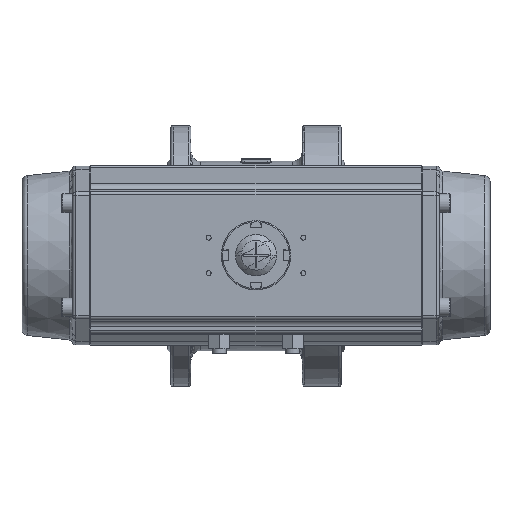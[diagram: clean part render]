
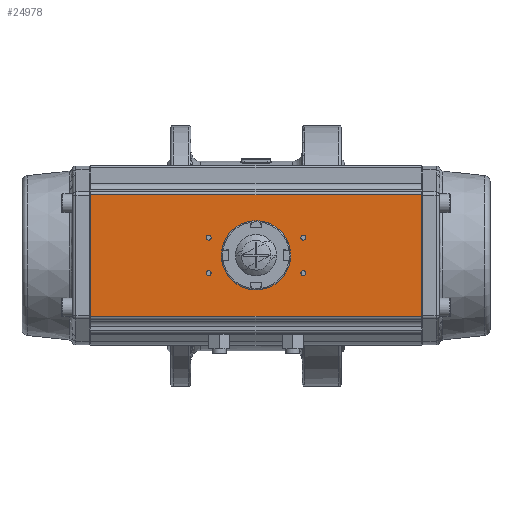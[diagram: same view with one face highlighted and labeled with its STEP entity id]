
A CAD part, top view. The second image highlights one B-rep face of the part: STEP entity #24978.
In plain terms, the highlighted planar face has unit normal (0, 0, 1).
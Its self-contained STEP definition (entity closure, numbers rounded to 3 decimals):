
#20344=CARTESIAN_POINT('',(-42.1,-15.,311.));
#20345=VERTEX_POINT('',#20344);
#20361=CARTESIAN_POINT('',(-37.9,-15.,311.));
#20362=VERTEX_POINT('',#20361);
#20369=CARTESIAN_POINT('',(-40.,-15.,311.));
#20370=DIRECTION('',(0.,-0.,1.));
#20371=DIRECTION('',(1.,-0.,-0.));
#20372=AXIS2_PLACEMENT_3D('',#20369,#20370,#20371);
#20373=CIRCLE('',#20372,2.1);
#20374=EDGE_CURVE('NONE',#20362,#20345,#20373,.T.);
#20386=CARTESIAN_POINT('',(-42.1,15.,311.));
#20387=VERTEX_POINT('',#20386);
#20403=CARTESIAN_POINT('',(-37.9,15.,311.));
#20404=VERTEX_POINT('',#20403);
#20411=CARTESIAN_POINT('',(-40.,15.,311.));
#20412=DIRECTION('',(0.,-0.,1.));
#20413=DIRECTION('',(1.,-0.,-0.));
#20414=AXIS2_PLACEMENT_3D('',#20411,#20412,#20413);
#20415=CIRCLE('',#20414,2.1);
#20416=EDGE_CURVE('NONE',#20404,#20387,#20415,.T.);
#20428=CARTESIAN_POINT('',(37.9,15.,311.));
#20429=VERTEX_POINT('',#20428);
#20445=CARTESIAN_POINT('',(42.1,15.,311.));
#20446=VERTEX_POINT('',#20445);
#20453=CARTESIAN_POINT('',(40.,15.,311.));
#20454=DIRECTION('',(0.,-0.,1.));
#20455=DIRECTION('',(1.,-0.,-0.));
#20456=AXIS2_PLACEMENT_3D('',#20453,#20454,#20455);
#20457=CIRCLE('',#20456,2.1);
#20458=EDGE_CURVE('NONE',#20446,#20429,#20457,.T.);
#20470=CARTESIAN_POINT('',(37.9,-15.,311.));
#20471=VERTEX_POINT('',#20470);
#20487=CARTESIAN_POINT('',(42.1,-15.,311.));
#20488=VERTEX_POINT('',#20487);
#20495=CARTESIAN_POINT('',(40.,-15.,311.));
#20496=DIRECTION('',(0.,-0.,1.));
#20497=DIRECTION('',(1.,-0.,-0.));
#20498=AXIS2_PLACEMENT_3D('',#20495,#20496,#20497);
#20499=CIRCLE('',#20498,2.1);
#20500=EDGE_CURVE('NONE',#20488,#20471,#20499,.T.);
#20780=CARTESIAN_POINT('',(20.,0.,311.));
#20781=VERTEX_POINT('',#20780);
#20788=CARTESIAN_POINT('',(-20.,0.,311.));
#20789=VERTEX_POINT('',#20788);
#20790=CARTESIAN_POINT('',(0.,0.,311.));
#20791=DIRECTION('',(-0.,0.,-1.));
#20792=DIRECTION('',(-1.,0.,0.));
#20793=AXIS2_PLACEMENT_3D('',#20790,#20791,#20792);
#20794=CIRCLE('',#20793,20.);
#20795=EDGE_CURVE('',#20789,#20781,#20794,.T.);
#21200=CARTESIAN_POINT('',(139.657,-51.269,311.));
#21201=VERTEX_POINT('',#21200);
#21202=CARTESIAN_POINT('',(-139.657,-51.269,311.));
#21203=VERTEX_POINT('',#21202);
#21204=CARTESIAN_POINT('',(139.657,-51.269,311.));
#21205=DIRECTION('',(-1.,0.,0.));
#21206=VECTOR('',#21205,279.313);
#21207=LINE('',#21204,#21206);
#21208=EDGE_CURVE('',#21201,#21203,#21207,.T.);
#21243=CARTESIAN_POINT('',(-139.657,51.269,311.));
#21244=VERTEX_POINT('',#21243);
#21252=CARTESIAN_POINT('',(139.657,51.269,311.));
#21253=VERTEX_POINT('',#21252);
#21254=CARTESIAN_POINT('',(139.657,51.269,311.));
#21255=DIRECTION('',(-1.,0.,0.));
#21256=VECTOR('',#21255,279.313);
#21257=LINE('',#21254,#21256);
#21258=EDGE_CURVE('',#21253,#21244,#21257,.T.);
#24135=CARTESIAN_POINT('',(0.,0.,311.));
#24136=DIRECTION('',(-0.,0.,-1.));
#24137=DIRECTION('',(-1.,0.,0.));
#24138=AXIS2_PLACEMENT_3D('',#24135,#24136,#24137);
#24139=CIRCLE('',#24138,20.);
#24140=EDGE_CURVE('',#20781,#20789,#24139,.T.);
#24172=CARTESIAN_POINT('',(40.,-15.,311.));
#24173=DIRECTION('',(0.,-0.,1.));
#24174=DIRECTION('',(1.,-0.,-0.));
#24175=AXIS2_PLACEMENT_3D('',#24172,#24173,#24174);
#24176=CIRCLE('',#24175,2.1);
#24177=EDGE_CURVE('NONE',#20471,#20488,#24176,.T.);
#24196=CARTESIAN_POINT('',(40.,15.,311.));
#24197=DIRECTION('',(0.,-0.,1.));
#24198=DIRECTION('',(1.,-0.,-0.));
#24199=AXIS2_PLACEMENT_3D('',#24196,#24197,#24198);
#24200=CIRCLE('',#24199,2.1);
#24201=EDGE_CURVE('NONE',#20429,#20446,#24200,.T.);
#24220=CARTESIAN_POINT('',(-40.,15.,311.));
#24221=DIRECTION('',(0.,-0.,1.));
#24222=DIRECTION('',(1.,-0.,-0.));
#24223=AXIS2_PLACEMENT_3D('',#24220,#24221,#24222);
#24224=CIRCLE('',#24223,2.1);
#24225=EDGE_CURVE('NONE',#20387,#20404,#24224,.T.);
#24244=CARTESIAN_POINT('',(-40.,-15.,311.));
#24245=DIRECTION('',(0.,-0.,1.));
#24246=DIRECTION('',(1.,-0.,-0.));
#24247=AXIS2_PLACEMENT_3D('',#24244,#24245,#24246);
#24248=CIRCLE('',#24247,2.1);
#24249=EDGE_CURVE('NONE',#20345,#20362,#24248,.T.);
#24937=CARTESIAN_POINT('',(140.,-51.269,311.));
#24938=DIRECTION('',(-0.,0.,-1.));
#24939=DIRECTION('',(-1.,0.,0.));
#24940=AXIS2_PLACEMENT_3D('',#24937,#24938,#24939);
#24941=PLANE('',#24940);
#24942=ORIENTED_EDGE('',*,*,#20374,.F.);
#24943=ORIENTED_EDGE('',*,*,#24249,.F.);
#24944=EDGE_LOOP('',(#24942,#24943));
#24945=FACE_BOUND('',#24944,.T.);
#24946=ORIENTED_EDGE('',*,*,#20416,.F.);
#24947=ORIENTED_EDGE('',*,*,#24225,.F.);
#24948=EDGE_LOOP('',(#24946,#24947));
#24949=FACE_BOUND('',#24948,.T.);
#24950=ORIENTED_EDGE('',*,*,#20458,.F.);
#24951=ORIENTED_EDGE('',*,*,#24201,.F.);
#24952=EDGE_LOOP('',(#24950,#24951));
#24953=FACE_BOUND('',#24952,.T.);
#24954=ORIENTED_EDGE('',*,*,#20500,.F.);
#24955=ORIENTED_EDGE('',*,*,#24177,.F.);
#24956=EDGE_LOOP('',(#24954,#24955));
#24957=FACE_BOUND('',#24956,.T.);
#24958=ORIENTED_EDGE('',*,*,#21258,.T.);
#24959=CARTESIAN_POINT('',(-139.657,51.269,311.));
#24960=DIRECTION('',(-0.,-1.,0.));
#24961=VECTOR('',#24960,102.539);
#24962=LINE('',#24959,#24961);
#24963=EDGE_CURVE('',#21244,#21203,#24962,.T.);
#24964=ORIENTED_EDGE('',*,*,#24963,.T.);
#24965=ORIENTED_EDGE('',*,*,#21208,.F.);
#24966=CARTESIAN_POINT('',(139.657,-51.269,311.));
#24967=DIRECTION('',(0.,1.,-0.));
#24968=VECTOR('',#24967,102.539);
#24969=LINE('',#24966,#24968);
#24970=EDGE_CURVE('',#21201,#21253,#24969,.T.);
#24971=ORIENTED_EDGE('',*,*,#24970,.T.);
#24972=EDGE_LOOP('',(#24958,#24964,#24965,#24971));
#24973=FACE_BOUND('',#24972,.T.);
#24974=ORIENTED_EDGE('',*,*,#20795,.T.);
#24975=ORIENTED_EDGE('',*,*,#24140,.T.);
#24976=EDGE_LOOP('',(#24974,#24975));
#24977=FACE_BOUND('',#24976,.T.);
#24978=ADVANCED_FACE('',(#24945,#24949,#24953,#24957,#24973,#24977),#24941,.F.);
